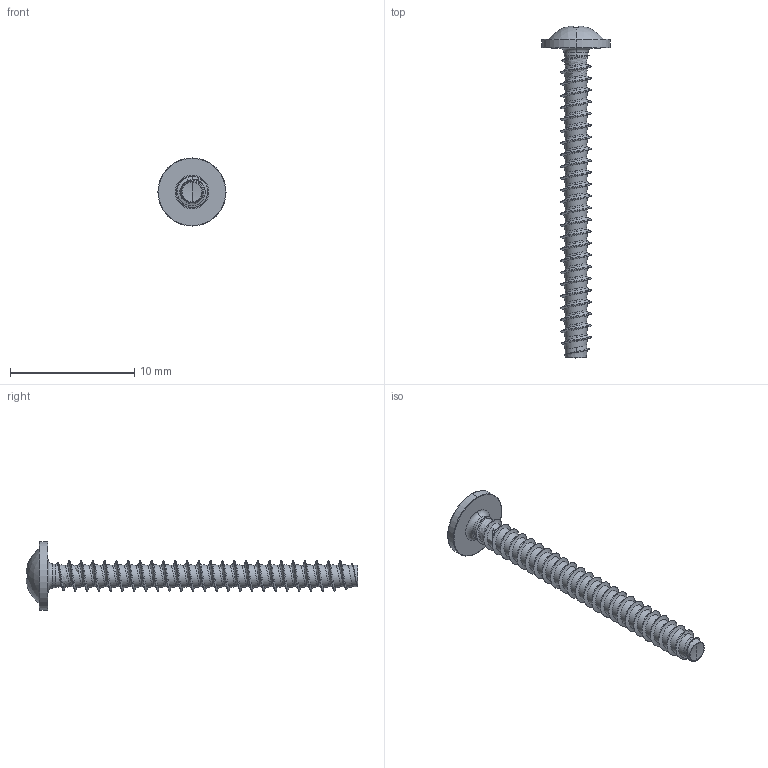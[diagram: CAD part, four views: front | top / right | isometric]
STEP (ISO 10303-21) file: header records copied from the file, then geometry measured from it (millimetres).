
FILE_DESCRIPTION (( 'STEP AP203' ), '1' );
FILE_NAME ('STP310250250.STEP', '2017-08-15T04:17:27', ( '' ), ( '' ), 'SwSTEP 2.0', 'SolidWorks 2015', '' );
FILE_SCHEMA (( 'CONFIG_CONTROL_DESIGN' ));
Products named in the file (1): STP310250250
Bounding box: 5.5 x 26.77 x 5.5 mm (x, y, z)
Volume: 94.2 mm3; surface area: 296.1 mm2
Topology: 1 solids, 1 shells, 219 faces, 522 edges, 306 vertices
Faces by surface type: cylinder 78, bspline 51, torus 30, sphere 28, plane 23, cone 9
Entity records: 35535 total; most frequent: CARTESIAN_POINT 30958, ORIENTED_EDGE 1040, DIRECTION 843, EDGE_CURVE 520, AXIS2_PLACEMENT_3D 366, VERTEX_POINT 306, EDGE_LOOP 222, FACE_OUTER_BOUND 219
